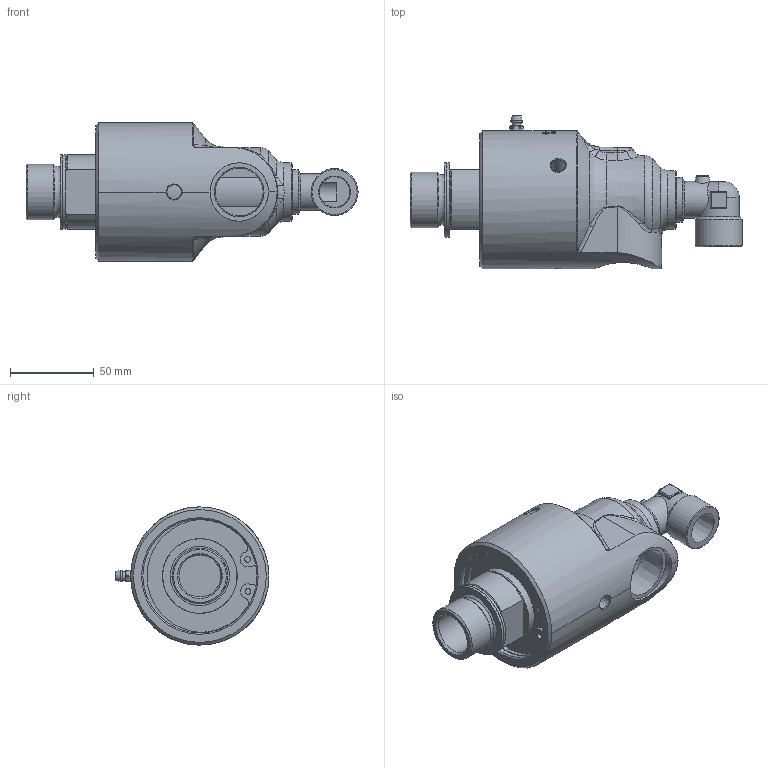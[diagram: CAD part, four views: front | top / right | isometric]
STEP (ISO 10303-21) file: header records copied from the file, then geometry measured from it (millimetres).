
FILE_DESCRIPTION(/* description */ (''),/* implementation_level */ '2;1');
FILE_NAME(/* name */ '355-000-223255-IC.stp',/* time_stamp */ '2020-05-17T19:18:52-05:00',/* author */ ('Moorera'),/* organization */ (''),/* preprocessor_version */ 'ST-DEVELOPER v18.1',/* originating_system */ 'Autodesk Inventor 2020',/* authorisation */ '');
FILE_SCHEMA (('AUTOMOTIVE_DESIGN { 1 0 10303 214 3 1 1 }'));
Length unit declared in the file: millimetre
Products named in the file (1): 355-000-223255-IC
Bounding box: 198.44 x 92.01 x 82.6 mm (x, y, z)
Volume: 494649.5 mm3; surface area: 57254.9 mm2
Topology: 1 solids, 3 shells, 572 faces, 1532 edges, 1010 vertices
Faces by surface type: bspline 280, plane 143, cylinder 88, cone 46, torus 12, sphere 3
Full cylindrical faces by diameter (mm): 2.005 x1, 3.444 x2, 3.5 x1, 5.359 x1, 8.6 x3, 14.95 x1, 18.25 x1, 22 x1, 25 x1, 28 x1, 28.575 x1, 33.249 x1, 34.9 x1, 35.4 x1, 44.5 x1, 44.65 x2, 68.1 x1
Entity records: 29863 total; most frequent: CARTESIAN_POINT 16656, ORIENTED_EDGE 3058, DIRECTION 2100, EDGE_CURVE 1529, VERTEX_POINT 1010, AXIS2_PLACEMENT_3D 805, EDGE_LOOP 623, FACE_OUTER_BOUND 572
